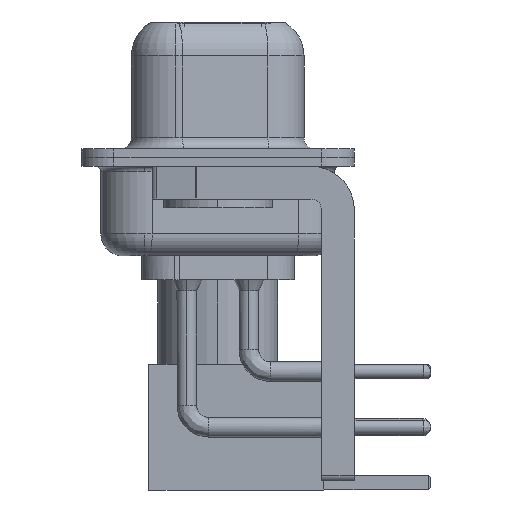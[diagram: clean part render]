
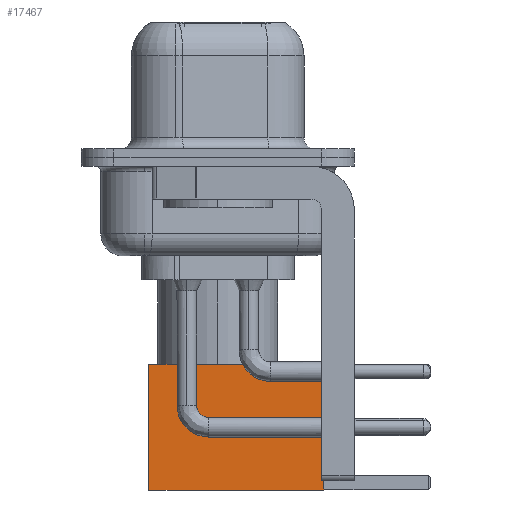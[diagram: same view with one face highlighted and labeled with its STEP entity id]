
A CAD part, left-side view. The second image highlights one B-rep face of the part: STEP entity #17467.
In plain terms, the highlighted face is planar.
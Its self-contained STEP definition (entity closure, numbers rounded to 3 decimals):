
#580 = CARTESIAN_POINT ( 'NONE',  ( 0., 2.875, 8. ) ) ;
#1042 = ORIENTED_EDGE ( 'NONE', *, *, #4567, .F. ) ;
#1449 = EDGE_LOOP ( 'NONE', ( #24920, #26314, #1042, #24508 ) ) ;
#1951 = CARTESIAN_POINT ( 'NONE',  ( 2.875, 2.875, 8. ) ) ;
#2555 = VERTEX_POINT ( 'NONE', #18609 ) ;
#2948 = DIRECTION ( 'NONE',  ( -1., 0., 0. ) ) ;
#4384 = PLANE ( 'NONE',  #7703 ) ;
#4457 = LINE ( 'NONE', #580, #7185 ) ;
#4567 = EDGE_CURVE ( 'NONE', #2555, #16439, #8102, .T. ) ;
#5285 = EDGE_CURVE ( 'NONE', #18284, #2555, #4457, .T. ) ;
#6015 = CARTESIAN_POINT ( 'NONE',  ( 2.875, 2.875, 0. ) ) ;
#6179 = VECTOR ( 'NONE', #24417, 1000. ) ;
#7185 = VECTOR ( 'NONE', #14933, 1000. ) ;
#7703 = AXIS2_PLACEMENT_3D ( 'NONE', #13108, #17408, #21703 ) ;
#7852 = VERTEX_POINT ( 'NONE', #15388 ) ;
#8102 = LINE ( 'NONE', #24496, #19151 ) ;
#13108 = CARTESIAN_POINT ( 'NONE',  ( 2.875, 2.875, 0. ) ) ;
#13146 = CARTESIAN_POINT ( 'NONE',  ( 0., 2.875, 0. ) ) ;
#14680 = VECTOR ( 'NONE', #2948, 1000. ) ;
#14933 = DIRECTION ( 'NONE',  ( -1., 0., 0. ) ) ;
#15388 = CARTESIAN_POINT ( 'NONE',  ( 2.875, 2.875, 0. ) ) ;
#16087 = LINE ( 'NONE', #6015, #6179 ) ;
#16439 = VERTEX_POINT ( 'NONE', #22414 ) ;
#17047 = LINE ( 'NONE', #13146, #14680 ) ;
#17408 = DIRECTION ( 'NONE',  ( 0., 1., 0. ) ) ;
#17467 = ADVANCED_FACE ( 'NONE', ( #22783 ), #4384, .T. ) ;
#18284 = VERTEX_POINT ( 'NONE', #1951 ) ;
#18609 = CARTESIAN_POINT ( 'NONE',  ( -2.875, 2.875, 8. ) ) ;
#19151 = VECTOR ( 'NONE', #22469, 1000. ) ;
#21319 = EDGE_CURVE ( 'NONE', #7852, #16439, #17047, .T. ) ;
#21703 = DIRECTION ( 'NONE',  ( 0., 0., 1. ) ) ;
#22414 = CARTESIAN_POINT ( 'NONE',  ( -2.875, 2.875, 0. ) ) ;
#22469 = DIRECTION ( 'NONE',  ( 0., 0., -1. ) ) ;
#22783 = FACE_OUTER_BOUND ( 'NONE', #1449, .T. ) ;
#24417 = DIRECTION ( 'NONE',  ( 0., 0., -1. ) ) ;
#24496 = CARTESIAN_POINT ( 'NONE',  ( -2.875, 2.875, 0. ) ) ;
#24508 = ORIENTED_EDGE ( 'NONE', *, *, #5285, .F. ) ;
#24920 = ORIENTED_EDGE ( 'NONE', *, *, #26204, .T. ) ;
#26204 = EDGE_CURVE ( 'NONE', #18284, #7852, #16087, .T. ) ;
#26314 = ORIENTED_EDGE ( 'NONE', *, *, #21319, .T. ) ;
